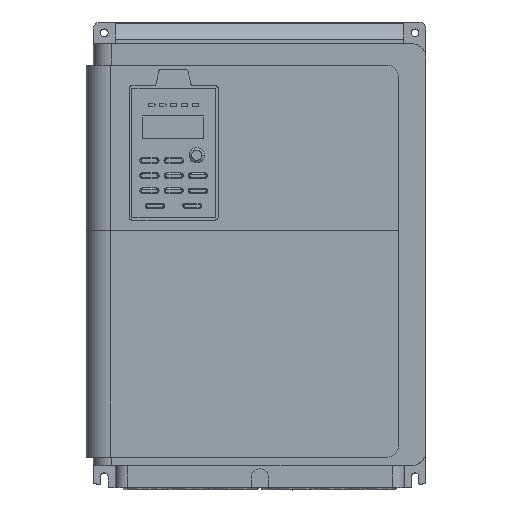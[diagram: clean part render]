
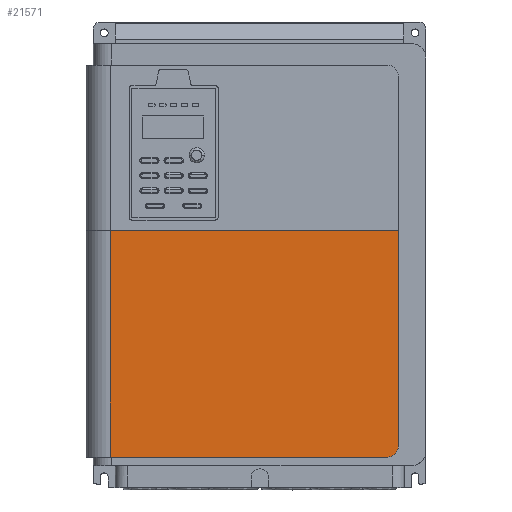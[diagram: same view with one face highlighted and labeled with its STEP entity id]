
A CAD part, top view. The second image highlights one B-rep face of the part: STEP entity #21571.
In plain terms, the highlighted planar face has unit normal (0, 0, 1).
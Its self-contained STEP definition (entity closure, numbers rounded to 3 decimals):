
#3468 = VECTOR ( 'NONE', #11180, 1000. ) ;
#3769 = CARTESIAN_POINT ( 'NONE',  ( 114.565, -235.977, 211.1 ) ) ;
#4623 = CARTESIAN_POINT ( 'NONE',  ( -123.5, -244.977, 211.1 ) ) ;
#6252 = FACE_OUTER_BOUND ( 'NONE', #13127, .T. ) ;
#6570 = ORIENTED_EDGE ( 'NONE', *, *, #11434, .T. ) ;
#7881 = LINE ( 'NONE', #11109, #16369 ) ;
#7905 = LINE ( 'NONE', #19340, #16920 ) ;
#8616 = AXIS2_PLACEMENT_3D ( 'NONE', #13655, #12935, #13601 ) ;
#9154 = DIRECTION ( 'NONE',  ( 1., 0., 0. ) ) ;
#9176 = DIRECTION ( 'NONE',  ( 0., 0., 1. ) ) ;
#9455 = ORIENTED_EDGE ( 'NONE', *, *, #11601, .T. ) ;
#9871 = AXIS2_PLACEMENT_3D ( 'NONE', #19672, #9176, #9154 ) ;
#10159 = CARTESIAN_POINT ( 'NONE',  ( -123.5, -57.614, 211.1 ) ) ;
#10570 = DIRECTION ( 'NONE',  ( 1., 0., 0. ) ) ;
#10727 = EDGE_CURVE ( 'NONE', #17432, #11900, #18646, .T. ) ;
#11109 = CARTESIAN_POINT ( 'NONE',  ( 105.565, -244.977, 211.1 ) ) ;
#11116 = ORIENTED_EDGE ( 'NONE', *, *, #10727, .T. ) ;
#11180 = DIRECTION ( 'NONE',  ( 0., 1., 0. ) ) ;
#11249 = CARTESIAN_POINT ( 'NONE',  ( 114.565, -57.614, 211.1 ) ) ;
#11434 = EDGE_CURVE ( 'NONE', #11900, #21306, #7905, .T. ) ;
#11601 = EDGE_CURVE ( 'NONE', #21306, #21452, #12746, .T. ) ;
#11693 = EDGE_CURVE ( 'NONE', #19704, #21452, #21534, .T. ) ;
#11723 = EDGE_CURVE ( 'NONE', #19704, #17432, #7881, .T. ) ;
#11900 = VERTEX_POINT ( 'NONE', #3769 ) ;
#11921 = CARTESIAN_POINT ( 'NONE',  ( -123.5, -235.977, 211.1 ) ) ;
#11985 = ORIENTED_EDGE ( 'NONE', *, *, #11723, .T. ) ;
#12209 = VECTOR ( 'NONE', #16365, 1000. ) ;
#12323 = CARTESIAN_POINT ( 'NONE',  ( 105.565, -244.977, 211.1 ) ) ;
#12746 = LINE ( 'NONE', #15507, #12209 ) ;
#12935 = DIRECTION ( 'NONE',  ( 0., 0., 1. ) ) ;
#13127 = EDGE_LOOP ( 'NONE', ( #11116, #6570, #9455, #18861, #11985 ) ) ;
#13601 = DIRECTION ( 'NONE',  ( -1., 0., 0. ) ) ;
#13655 = CARTESIAN_POINT ( 'NONE',  ( 105.565, -235.977, 211.1 ) ) ;
#15507 = CARTESIAN_POINT ( 'NONE',  ( 114.565, -57.614, 211.1 ) ) ;
#16365 = DIRECTION ( 'NONE',  ( -1., 0., 0. ) ) ;
#16369 = VECTOR ( 'NONE', #10570, 1000. ) ;
#16920 = VECTOR ( 'NONE', #19274, 1000. ) ;
#17432 = VERTEX_POINT ( 'NONE', #12323 ) ;
#18107 = PLANE ( 'NONE',  #9871 ) ;
#18646 = CIRCLE ( 'NONE', #8616, 9. ) ;
#18861 = ORIENTED_EDGE ( 'NONE', *, *, #11693, .F. ) ;
#19274 = DIRECTION ( 'NONE',  ( 0., 1., 0. ) ) ;
#19340 = CARTESIAN_POINT ( 'NONE',  ( 114.565, -235.977, 211.1 ) ) ;
#19672 = CARTESIAN_POINT ( 'NONE',  ( 105.565, -235.977, 211.1 ) ) ;
#19704 = VERTEX_POINT ( 'NONE', #4623 ) ;
#21306 = VERTEX_POINT ( 'NONE', #11249 ) ;
#21452 = VERTEX_POINT ( 'NONE', #10159 ) ;
#21534 = LINE ( 'NONE', #11921, #3468 ) ;
#21571 = ADVANCED_FACE ( 'NONE', ( #6252 ), #18107, .T. ) ;
